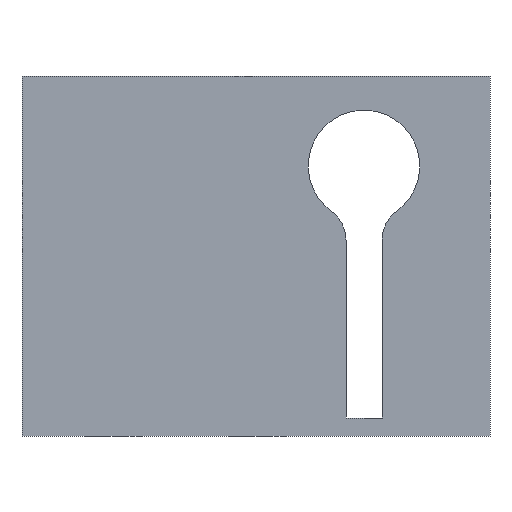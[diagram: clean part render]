
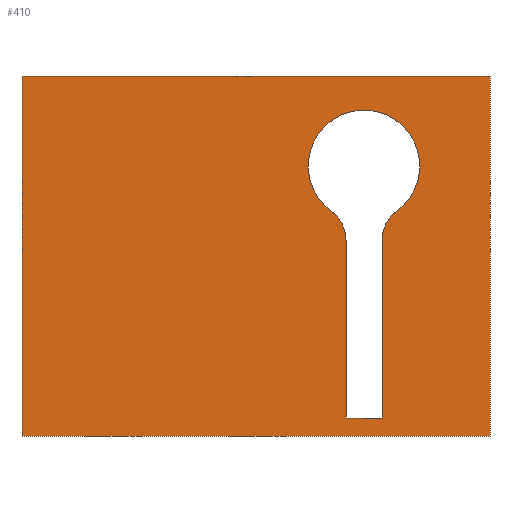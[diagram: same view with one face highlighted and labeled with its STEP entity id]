
A CAD part, front view. The second image highlights one B-rep face of the part: STEP entity #410.
In plain terms, the highlighted planar face has unit normal (0, -1, 0).
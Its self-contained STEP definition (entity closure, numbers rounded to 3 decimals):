
#6 = VECTOR ( 'NONE', #219, 1000. ) ;
#7 = VERTEX_POINT ( 'NONE', #106 ) ;
#12 = EDGE_CURVE ( 'NONE', #229, #249, #189, .T. ) ;
#17 = CARTESIAN_POINT ( 'NONE',  ( 13., 5., 10. ) ) ;
#22 = AXIS2_PLACEMENT_3D ( 'NONE', #236, #359, #400 ) ;
#26 = CARTESIAN_POINT ( 'NONE',  ( 6., 5., 5. ) ) ;
#27 = CARTESIAN_POINT ( 'NONE',  ( 7., 5., 2.066 ) ) ;
#28 = EDGE_CURVE ( 'NONE', #229, #191, #40, .T. ) ;
#30 = LINE ( 'NONE', #538, #286 ) ;
#40 = CIRCLE ( 'NONE', #436, 3.1 ) ;
#46 = VECTOR ( 'NONE', #365, 1000. ) ;
#48 = VERTEX_POINT ( 'NONE', #111 ) ;
#54 = CIRCLE ( 'NONE', #395, 2. ) ;
#56 = DIRECTION ( 'NONE',  ( 1., 0., 0. ) ) ;
#57 = DIRECTION ( 'NONE',  ( 0., 0., 1. ) ) ;
#72 = AXIS2_PLACEMENT_3D ( 'NONE', #445, #204, #399 ) ;
#76 = FACE_BOUND ( 'NONE', #346, .T. ) ;
#85 = CARTESIAN_POINT ( 'NONE',  ( -13., 5., 10. ) ) ;
#95 = CARTESIAN_POINT ( 'NONE',  ( 5., 5., -9. ) ) ;
#102 = CARTESIAN_POINT ( 'NONE',  ( -13., 5., 10. ) ) ;
#106 = CARTESIAN_POINT ( 'NONE',  ( 13., 5., -10. ) ) ;
#111 = CARTESIAN_POINT ( 'NONE',  ( -13., 5., 10. ) ) ;
#130 = VERTEX_POINT ( 'NONE', #423 ) ;
#137 = DIRECTION ( 'NONE',  ( 0., 0., 1. ) ) ;
#139 = CARTESIAN_POINT ( 'NONE',  ( 7.824, 5., 2.493 ) ) ;
#148 = VERTEX_POINT ( 'NONE', #344 ) ;
#155 = PLANE ( 'NONE',  #72 ) ;
#158 = EDGE_CURVE ( 'NONE', #48, #148, #504, .T. ) ;
#164 = EDGE_CURVE ( 'NONE', #195, #130, #268, .T. ) ;
#170 = EDGE_LOOP ( 'NONE', ( #318, #340, #429, #381 ) ) ;
#189 = CIRCLE ( 'NONE', #22, 2. ) ;
#191 = VERTEX_POINT ( 'NONE', #296 ) ;
#194 = DIRECTION ( 'NONE',  ( 0., 0., -1. ) ) ;
#195 = VERTEX_POINT ( 'NONE', #95 ) ;
#204 = DIRECTION ( 'NONE',  ( 0., 1., 0. ) ) ;
#219 = DIRECTION ( 'NONE',  ( 1., 0., 0. ) ) ;
#223 = CARTESIAN_POINT ( 'NONE',  ( 5., 5., -9. ) ) ;
#227 = DIRECTION ( 'NONE',  ( 0., 0., 1. ) ) ;
#229 = VERTEX_POINT ( 'NONE', #139 ) ;
#234 = CARTESIAN_POINT ( 'NONE',  ( 3., 5., 0.876 ) ) ;
#236 = CARTESIAN_POINT ( 'NONE',  ( 9., 5., 0.876 ) ) ;
#240 = EDGE_CURVE ( 'NONE', #442, #191, #54, .T. ) ;
#243 = VECTOR ( 'NONE', #227, 1000. ) ;
#244 = ORIENTED_EDGE ( 'NONE', *, *, #447, .F. ) ;
#245 = CARTESIAN_POINT ( 'NONE',  ( -13., 5., -10. ) ) ;
#249 = VERTEX_POINT ( 'NONE', #357 ) ;
#255 = DIRECTION ( 'NONE',  ( 1., 0., 0. ) ) ;
#268 = LINE ( 'NONE', #223, #6 ) ;
#273 = CARTESIAN_POINT ( 'NONE',  ( -13., 5., -10. ) ) ;
#275 = DIRECTION ( 'NONE',  ( 0., 0., 1. ) ) ;
#283 = FACE_OUTER_BOUND ( 'NONE', #170, .T. ) ;
#286 = VECTOR ( 'NONE', #194, 1000. ) ;
#296 = CARTESIAN_POINT ( 'NONE',  ( 4.176, 5., 2.493 ) ) ;
#308 = EDGE_CURVE ( 'NONE', #7, #148, #388, .T. ) ;
#311 = LINE ( 'NONE', #102, #443 ) ;
#318 = ORIENTED_EDGE ( 'NONE', *, *, #345, .T. ) ;
#319 = CARTESIAN_POINT ( 'NONE',  ( 5., 5., 0.876 ) ) ;
#325 = LINE ( 'NONE', #27, #46 ) ;
#340 = ORIENTED_EDGE ( 'NONE', *, *, #308, .T. ) ;
#344 = CARTESIAN_POINT ( 'NONE',  ( 13., 5., 10. ) ) ;
#345 = EDGE_CURVE ( 'NONE', #417, #7, #351, .T. ) ;
#346 = EDGE_LOOP ( 'NONE', ( #467, #398, #415, #440, #510, #244 ) ) ;
#351 = LINE ( 'NONE', #273, #354 ) ;
#354 = VECTOR ( 'NONE', #56, 1000. ) ;
#357 = CARTESIAN_POINT ( 'NONE',  ( 7., 5., 0.876 ) ) ;
#359 = DIRECTION ( 'NONE',  ( 0., -1., 0. ) ) ;
#365 = DIRECTION ( 'NONE',  ( 0., 0., 1. ) ) ;
#374 = EDGE_CURVE ( 'NONE', #417, #48, #311, .T. ) ;
#381 = ORIENTED_EDGE ( 'NONE', *, *, #374, .F. ) ;
#385 = EDGE_CURVE ( 'NONE', #442, #195, #30, .T. ) ;
#388 = LINE ( 'NONE', #17, #243 ) ;
#392 = DIRECTION ( 'NONE',  ( 0., -1., 0. ) ) ;
#395 = AXIS2_PLACEMENT_3D ( 'NONE', #234, #392, #137 ) ;
#398 = ORIENTED_EDGE ( 'NONE', *, *, #385, .F. ) ;
#399 = DIRECTION ( 'NONE',  ( 0., 0., 1. ) ) ;
#400 = DIRECTION ( 'NONE',  ( 0., 0., 1. ) ) ;
#410 = ADVANCED_FACE ( 'NONE', ( #76, #283 ), #155, .F. ) ;
#415 = ORIENTED_EDGE ( 'NONE', *, *, #240, .T. ) ;
#417 = VERTEX_POINT ( 'NONE', #245 ) ;
#423 = CARTESIAN_POINT ( 'NONE',  ( 7., 5., -9. ) ) ;
#429 = ORIENTED_EDGE ( 'NONE', *, *, #158, .F. ) ;
#436 = AXIS2_PLACEMENT_3D ( 'NONE', #26, #529, #57 ) ;
#440 = ORIENTED_EDGE ( 'NONE', *, *, #28, .F. ) ;
#442 = VERTEX_POINT ( 'NONE', #319 ) ;
#443 = VECTOR ( 'NONE', #275, 1000. ) ;
#445 = CARTESIAN_POINT ( 'NONE',  ( -13., 5., 10. ) ) ;
#447 = EDGE_CURVE ( 'NONE', #130, #249, #325, .T. ) ;
#467 = ORIENTED_EDGE ( 'NONE', *, *, #164, .F. ) ;
#504 = LINE ( 'NONE', #85, #517 ) ;
#510 = ORIENTED_EDGE ( 'NONE', *, *, #12, .T. ) ;
#517 = VECTOR ( 'NONE', #255, 1000. ) ;
#529 = DIRECTION ( 'NONE',  ( 0., -1., 0. ) ) ;
#538 = CARTESIAN_POINT ( 'NONE',  ( 5., 5., 2.066 ) ) ;
